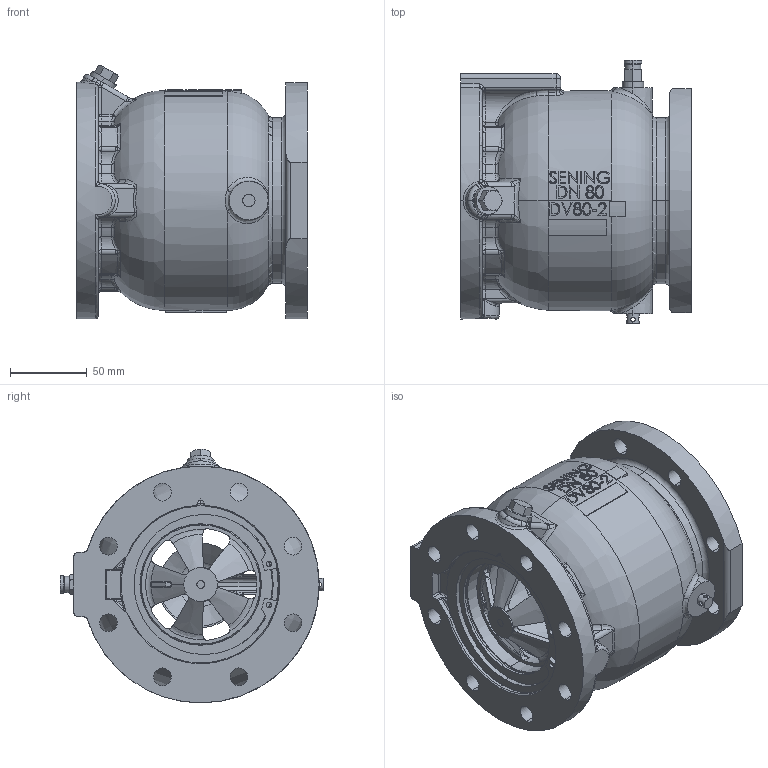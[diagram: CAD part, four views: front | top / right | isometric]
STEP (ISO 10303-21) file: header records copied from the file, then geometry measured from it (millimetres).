
FILE_DESCRIPTION (( 'STEP AP214' ), '1' );
FILE_NAME ('DV80-2_17413.STEP', '2014-05-21T08:22:42', ( 'Admin2' ), ( '' ), 'SwSTEP 2.0', 'SolidWorks 2010', '' );
FILE_SCHEMA (( 'AUTOMOTIVE_DESIGN' ));
Length unit declared in the file: millimetre
Products named in the file (1): DV80-2_17413
Bounding box: 150 x 171.65 x 165.04 mm (x, y, z)
Surface area: 202036.2 mm2 (no closed solid volume)
Topology: 0 solids, 16 shells, 928 faces, 2574 edges, 1583 vertices
Faces by surface type: bspline 283, cylinder 264, plane 196, torus 108, cone 67, sphere 10
Entity records: 54548 total; most frequent: CARTESIAN_POINT 23202, ORIENTED_EDGE 4665, DIRECTION 3852, EDGE_CURVE 2530, VERTEX_POINT 1583, AXIS2_PLACEMENT_3D 1541, EDGE_LOOP 1005, UNCERTAINTY_MEASURE_WITH_UNIT 930
